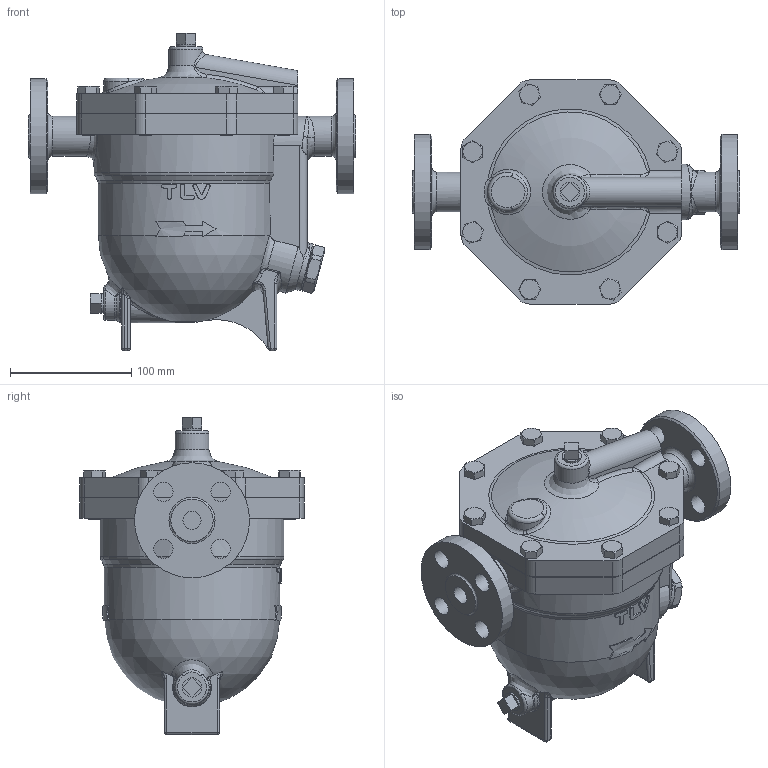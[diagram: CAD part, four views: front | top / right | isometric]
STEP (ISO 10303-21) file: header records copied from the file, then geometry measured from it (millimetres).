
FILE_DESCRIPTION((''),'2;1');
FILE_NAME('j7x00-015-a0300-00.stp','2010-09-27T10:55:24',('nakaot'),(''),'Autodesk Inventor 2008','Autodesk Inventor 2008','');
FILE_SCHEMA(('AUTOMOTIVE_DESIGN { 1 0 10303 214 1 1 1 1 }'));
Length unit declared in the file: millimetre
Products named in the file (1): j7x00-015-a0300-00
Bounding box: 270 x 185 x 262 mm (x, y, z)
Volume: 3798639.5 mm3; surface area: 232176.5 mm2
Topology: 1 solids, 1 shells, 454 faces, 1112 edges, 677 vertices
Faces by surface type: plane 162, bspline 130, cylinder 89, cone 58, sphere 10, torus 5
Full cylindrical faces by diameter (mm): 10 x16, 15 x1, 16 x4, 28 x1, 33 x2, 40 x1, 95 x1, 150 x1
Entity records: 28075 total; most frequent: CARTESIAN_POINT 18702, ORIENTED_EDGE 2042, DIRECTION 1685, EDGE_CURVE 1021, AXIS2_PLACEMENT_3D 684, VERTEX_POINT 661, EDGE_LOOP 578, FACE_OUTER_BOUND 454
